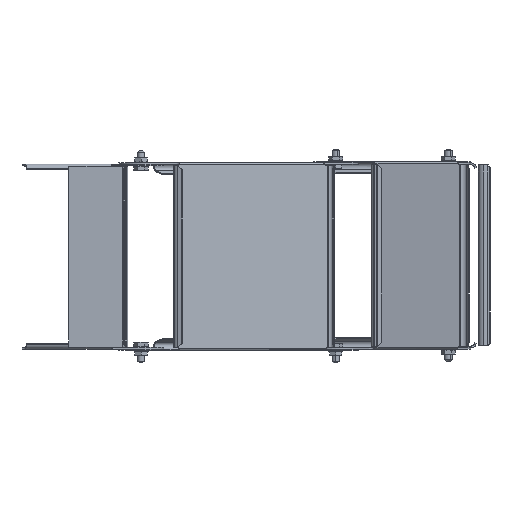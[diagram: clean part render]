
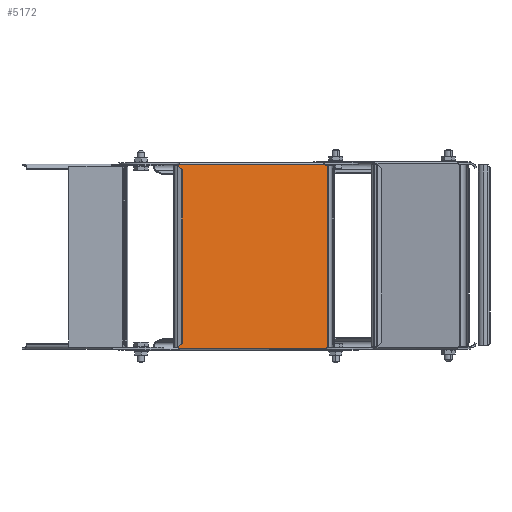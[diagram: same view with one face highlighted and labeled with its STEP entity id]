
A CAD part, front view. The second image highlights one B-rep face of the part: STEP entity #5172.
In plain terms, the highlighted face is planar.
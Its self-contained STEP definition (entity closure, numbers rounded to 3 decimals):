
#2683=DIRECTION('',(1.,0.,0.));
#2684=VECTOR('',#2683,181.);
#2685=CARTESIAN_POINT('',(-90.5,0.,97.75));
#2686=LINE('',#2685,#2684);
#2703=CARTESIAN_POINT('',(-91.75,0.,-100.75));
#2704=DIRECTION('',(0.,1.,0.));
#2705=DIRECTION('',(0.,0.,1.));
#2706=AXIS2_PLACEMENT_3D('',#2703,#2704,#2705);
#2708=DIRECTION('',(1.,0.,0.));
#2709=VECTOR('',#2708,1.5);
#2710=CARTESIAN_POINT('',(-93.25,0.,-97.5));
#2711=LINE('',#2710,#2709);
#2712=DIRECTION('',(-1.,0.,0.));
#2713=VECTOR('',#2712,1.5);
#2714=CARTESIAN_POINT('',(-91.75,0.,97.5));
#2715=LINE('',#2714,#2713);
#2716=CARTESIAN_POINT('',(-91.75,0.,100.75));
#2717=DIRECTION('',(0.,1.,0.));
#2718=DIRECTION('',(0.385,0.,-0.923));
#2719=AXIS2_PLACEMENT_3D('',#2716,#2717,#2718);
#2721=CARTESIAN_POINT('',(91.75,0.,100.75));
#2722=DIRECTION('',(0.,1.,0.));
#2723=DIRECTION('',(0.,0.,-1.));
#2724=AXIS2_PLACEMENT_3D('',#2721,#2722,#2723);
#2726=DIRECTION('',(-1.,0.,0.));
#2727=VECTOR('',#2726,1.5);
#2728=CARTESIAN_POINT('',(93.25,0.,97.5));
#2729=LINE('',#2728,#2727);
#2730=DIRECTION('',(1.,0.,0.));
#2731=VECTOR('',#2730,1.5);
#2732=CARTESIAN_POINT('',(91.75,0.,-97.5));
#2733=LINE('',#2732,#2731);
#2734=CARTESIAN_POINT('',(91.75,0.,-100.75));
#2735=DIRECTION('',(0.,1.,0.));
#2736=DIRECTION('',(-0.385,0.,0.923));
#2737=AXIS2_PLACEMENT_3D('',#2734,#2735,#2736);
#2739=DIRECTION('',(-1.,0.,0.));
#2740=VECTOR('',#2739,181.);
#2741=CARTESIAN_POINT('',(90.5,0.,-97.75));
#2742=LINE('',#2741,#2740);
#2876=DIRECTION('',(0.,0.,-1.));
#2877=VECTOR('',#2876,195.);
#2878=CARTESIAN_POINT('',(93.25,0.,97.5));
#2879=LINE('',#2878,#2877);
#3782=DIRECTION('',(0.,0.,1.));
#3783=VECTOR('',#3782,195.);
#3784=CARTESIAN_POINT('',(-93.25,0.,-97.5));
#3785=LINE('',#3784,#3783);
#4059=CARTESIAN_POINT('',(-93.25,0.,97.5));
#4061=VERTEX_POINT('',#4059);
#4064=CARTESIAN_POINT('',(-93.25,0.,-97.5));
#4065=VERTEX_POINT('',#4064);
#4066=CARTESIAN_POINT('',(90.5,0.,-97.75));
#4067=CARTESIAN_POINT('',(-90.5,0.,-97.75));
#4068=VERTEX_POINT('',#4066);
#4069=VERTEX_POINT('',#4067);
#4070=CARTESIAN_POINT('',(91.75,0.,-97.5));
#4071=VERTEX_POINT('',#4070);
#4072=CARTESIAN_POINT('',(93.25,0.,-97.5));
#4073=VERTEX_POINT('',#4072);
#4074=CARTESIAN_POINT('',(93.25,0.,97.5));
#4075=VERTEX_POINT('',#4074);
#4076=CARTESIAN_POINT('',(91.75,0.,97.5));
#4077=VERTEX_POINT('',#4076);
#4078=CARTESIAN_POINT('',(90.5,0.,97.75));
#4079=VERTEX_POINT('',#4078);
#4080=CARTESIAN_POINT('',(-90.5,0.,97.75));
#4081=VERTEX_POINT('',#4080);
#4082=CARTESIAN_POINT('',(-91.75,0.,97.5));
#4083=VERTEX_POINT('',#4082);
#4084=CARTESIAN_POINT('',(-91.75,0.,-97.5));
#4085=VERTEX_POINT('',#4084);
#5142=CARTESIAN_POINT('',(-144.,0.,100.));
#5143=DIRECTION('',(0.,-1.,0.));
#5144=DIRECTION('',(0.,0.,-1.));
#5145=AXIS2_PLACEMENT_3D('',#5142,#5143,#5144);
#5146=PLANE('',#5145);
#5148=ORIENTED_EDGE('',*,*,#5147,.T.);
#5150=ORIENTED_EDGE('',*,*,#5149,.F.);
#5152=ORIENTED_EDGE('',*,*,#5151,.F.);
#5154=ORIENTED_EDGE('',*,*,#5153,.T.);
#5156=ORIENTED_EDGE('',*,*,#5155,.F.);
#5158=ORIENTED_EDGE('',*,*,#5157,.F.);
#5159=ORIENTED_EDGE('',*,*,#5135,.T.);
#5161=ORIENTED_EDGE('',*,*,#5160,.F.);
#5163=ORIENTED_EDGE('',*,*,#5162,.F.);
#5165=ORIENTED_EDGE('',*,*,#5164,.T.);
#5167=ORIENTED_EDGE('',*,*,#5166,.F.);
#5169=ORIENTED_EDGE('',*,*,#5168,.F.);
#5170=EDGE_LOOP('',(#5148,#5150,#5152,#5154,#5156,#5158,#5159,#5161,#5163,#5165,
#5167,#5169));
#5171=FACE_OUTER_BOUND('',#5170,.F.);
#5172=ADVANCED_FACE('',(#5171),#5146,.T.);
#2707=CIRCLE('',#2706,3.25);
#2720=CIRCLE('',#2719,3.25);
#2725=CIRCLE('',#2724,3.25);
#2738=CIRCLE('',#2737,3.25);
#5135=EDGE_CURVE('',#4081,#4079,#2686,.T.);
#5147=EDGE_CURVE('',#4068,#4069,#2742,.T.);
#5149=EDGE_CURVE('',#4085,#4069,#2707,.T.);
#5151=EDGE_CURVE('',#4065,#4085,#2711,.T.);
#5153=EDGE_CURVE('',#4065,#4061,#3785,.T.);
#5155=EDGE_CURVE('',#4083,#4061,#2715,.T.);
#5157=EDGE_CURVE('',#4081,#4083,#2720,.T.);
#5160=EDGE_CURVE('',#4077,#4079,#2725,.T.);
#5162=EDGE_CURVE('',#4075,#4077,#2729,.T.);
#5164=EDGE_CURVE('',#4075,#4073,#2879,.T.);
#5166=EDGE_CURVE('',#4071,#4073,#2733,.T.);
#5168=EDGE_CURVE('',#4068,#4071,#2738,.T.);
